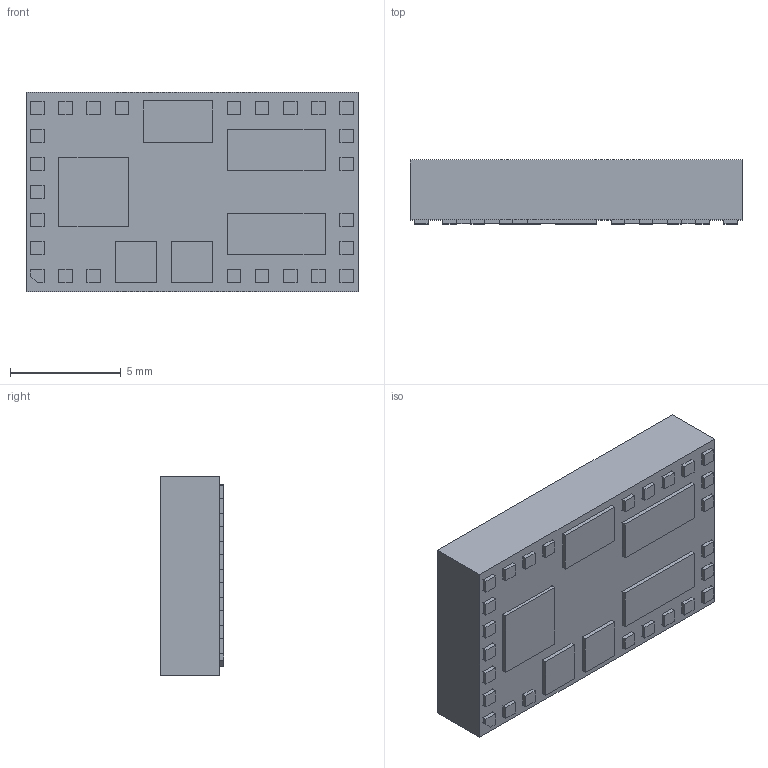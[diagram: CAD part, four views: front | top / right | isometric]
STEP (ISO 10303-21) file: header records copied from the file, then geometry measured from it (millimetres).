
FILE_DESCRIPTION (( 'STEP AP214' ), '1' );
FILE_NAME ('MAXM17503ALJ+.STEP', '2019-09-26T09:01:46', ( '' ), ( '' ), 'SwSTEP 2.0', 'SolidWorks 2018', '' );
FILE_SCHEMA (( 'AUTOMOTIVE_DESIGN' ));
Length unit declared in the file: millimetre
Products named in the file (1): MAXM17503ALJ+
Bounding box: 15 x 2.88 x 9 mm (x, y, z)
Volume: 373 mm3; surface area: 644.8 mm2
Topology: 33 solids, 33 shells, 363 faces, 792 edges, 528 vertices
Faces by surface type: plane 361, cylinder 2
Entity records: 12254 total; most frequent: CARTESIAN_POINT 1684, ORIENTED_EDGE 1584, DIRECTION 1524, EDGE_CURVE 792, LINE 788, VECTOR 788, VERTEX_POINT 528, EDGE_LOOP 396
